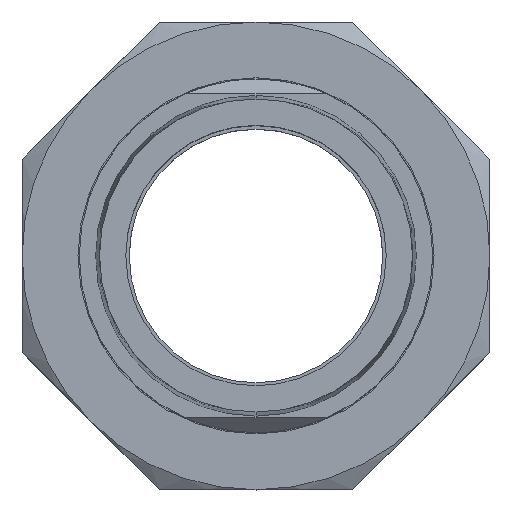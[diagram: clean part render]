
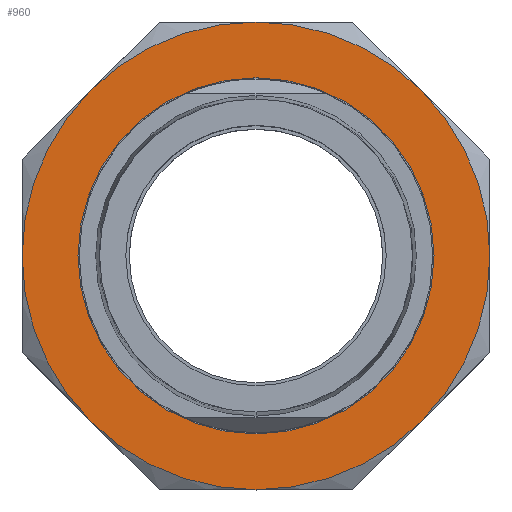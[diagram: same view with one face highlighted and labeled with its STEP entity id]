
A CAD part, top view. The second image highlights one B-rep face of the part: STEP entity #960.
In plain terms, the highlighted planar face has unit normal (0, 0, 1).
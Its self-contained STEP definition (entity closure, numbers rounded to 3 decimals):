
#537 = VERTEX_POINT ( 'NONE', #1297 ) ;
#546 = EDGE_CURVE ( 'NONE', #537, #739, #1336, .T. ) ;
#563 = VERTEX_POINT ( 'NONE', #1363 ) ;
#640 = VERTEX_POINT ( 'NONE', #1492 ) ;
#642 = EDGE_CURVE ( 'NONE', #640, #658, #1477, .T. ) ;
#658 = VERTEX_POINT ( 'NONE', #1544 ) ;
#661 = EDGE_CURVE ( 'NONE', #658, #726, #1540, .T. ) ;
#723 = EDGE_CURVE ( 'NONE', #729, #737, #1698, .T. ) ;
#724 = EDGE_CURVE ( 'NONE', #726, #537, #1693, .T. ) ;
#726 = VERTEX_POINT ( 'NONE', #1688 ) ;
#729 = VERTEX_POINT ( 'NONE', #1687 ) ;
#737 = VERTEX_POINT ( 'NONE', #1720 ) ;
#739 = VERTEX_POINT ( 'NONE', #1719 ) ;
#751 = EDGE_CURVE ( 'NONE', #739, #729, #1748, .T. ) ;
#881 = EDGE_CURVE ( 'NONE', #737, #563, #1954, .T. ) ;
#929 = EDGE_CURVE ( 'NONE', #563, #640, #2065, .T. ) ;
#943 = ORIENTED_EDGE ( 'NONE', *, *, #661, .T. ) ;
#944 = ORIENTED_EDGE ( 'NONE', *, *, #724, .T. ) ;
#945 = ORIENTED_EDGE ( 'NONE', *, *, #1070, .F. ) ;
#946 = ORIENTED_EDGE ( 'NONE', *, *, #964, .F. ) ;
#947 = EDGE_LOOP ( 'NONE', ( #944, #951, #955, #952, #948, #950, #956, #943 ) ) ;
#948 = ORIENTED_EDGE ( 'NONE', *, *, #881, .T. ) ;
#950 = ORIENTED_EDGE ( 'NONE', *, *, #929, .T. ) ;
#951 = ORIENTED_EDGE ( 'NONE', *, *, #546, .T. ) ;
#952 = ORIENTED_EDGE ( 'NONE', *, *, #723, .T. ) ;
#955 = ORIENTED_EDGE ( 'NONE', *, *, #751, .T. ) ;
#956 = ORIENTED_EDGE ( 'NONE', *, *, #642, .T. ) ;
#957 = EDGE_LOOP ( 'NONE', ( #946, #945 ) ) ;
#960 = ADVANCED_FACE ( 'NONE', ( #2076, #2075 ), #2081, .F. ) ;
#964 = EDGE_CURVE ( 'NONE', #1071, #1063, #2119, .T. ) ;
#1063 = VERTEX_POINT ( 'NONE', #2270 ) ;
#1070 = EDGE_CURVE ( 'NONE', #1063, #1071, #2262, .T. ) ;
#1071 = VERTEX_POINT ( 'NONE', #2257 ) ;
#1297 = CARTESIAN_POINT ( 'NONE',  ( 31.113, 31.113, 14. ) ) ;
#1332 = DIRECTION ( 'NONE',  ( 1., 0., 0. ) ) ;
#1333 = DIRECTION ( 'NONE',  ( 0., 0., 1. ) ) ;
#1334 = CARTESIAN_POINT ( 'NONE',  ( 0., 0., 14. ) ) ;
#1335 = AXIS2_PLACEMENT_3D ( 'NONE', #1334, #1333, #1332 ) ;
#1336 = CIRCLE ( 'NONE', #1335, 44. ) ;
#1363 = CARTESIAN_POINT ( 'NONE',  ( -31.113, -31.113, 14. ) ) ;
#1474 = DIRECTION ( 'NONE',  ( 1., 0., 0. ) ) ;
#1475 = DIRECTION ( 'NONE',  ( 0., 0., 1. ) ) ;
#1476 = AXIS2_PLACEMENT_3D ( 'NONE', #1481, #1475, #1474 ) ;
#1477 = CIRCLE ( 'NONE', #1476, 44. ) ;
#1481 = CARTESIAN_POINT ( 'NONE',  ( 0., 0., 14. ) ) ;
#1492 = CARTESIAN_POINT ( 'NONE',  ( 0., -44., 14. ) ) ;
#1529 = DIRECTION ( 'NONE',  ( 1., 0., 0. ) ) ;
#1530 = DIRECTION ( 'NONE',  ( 0., 0., 1. ) ) ;
#1531 = AXIS2_PLACEMENT_3D ( 'NONE', #1542, #1530, #1529 ) ;
#1540 = CIRCLE ( 'NONE', #1531, 44. ) ;
#1542 = CARTESIAN_POINT ( 'NONE',  ( 0., 0., 14. ) ) ;
#1544 = CARTESIAN_POINT ( 'NONE',  ( 31.113, -31.113, 14. ) ) ;
#1687 = CARTESIAN_POINT ( 'NONE',  ( -31.113, 31.113, 14. ) ) ;
#1688 = CARTESIAN_POINT ( 'NONE',  ( 44., 0., 14. ) ) ;
#1689 = DIRECTION ( 'NONE',  ( 1., 0., 0. ) ) ;
#1690 = DIRECTION ( 'NONE',  ( 0., 0., 1. ) ) ;
#1691 = CARTESIAN_POINT ( 'NONE',  ( 0., 0., 14. ) ) ;
#1692 = AXIS2_PLACEMENT_3D ( 'NONE', #1691, #1690, #1689 ) ;
#1693 = CIRCLE ( 'NONE', #1692, 44. ) ;
#1694 = DIRECTION ( 'NONE',  ( 1., 0., 0. ) ) ;
#1695 = DIRECTION ( 'NONE',  ( 0., 0., 1. ) ) ;
#1696 = CARTESIAN_POINT ( 'NONE',  ( 0., 0., 14. ) ) ;
#1697 = AXIS2_PLACEMENT_3D ( 'NONE', #1696, #1695, #1694 ) ;
#1698 = CIRCLE ( 'NONE', #1697, 44. ) ;
#1719 = CARTESIAN_POINT ( 'NONE',  ( 0., 44., 14. ) ) ;
#1720 = CARTESIAN_POINT ( 'NONE',  ( -44., 0., 14. ) ) ;
#1744 = DIRECTION ( 'NONE',  ( 1., 0., 0. ) ) ;
#1745 = DIRECTION ( 'NONE',  ( 0., 0., 1. ) ) ;
#1746 = CARTESIAN_POINT ( 'NONE',  ( 0., 0., 14. ) ) ;
#1747 = AXIS2_PLACEMENT_3D ( 'NONE', #1746, #1745, #1744 ) ;
#1748 = CIRCLE ( 'NONE', #1747, 44. ) ;
#1950 = DIRECTION ( 'NONE',  ( 1., 0., 0. ) ) ;
#1951 = DIRECTION ( 'NONE',  ( 0., 0., 1. ) ) ;
#1952 = CARTESIAN_POINT ( 'NONE',  ( 0., 0., 14. ) ) ;
#1953 = AXIS2_PLACEMENT_3D ( 'NONE', #1952, #1951, #1950 ) ;
#1954 = CIRCLE ( 'NONE', #1953, 44. ) ;
#2061 = DIRECTION ( 'NONE',  ( 1., 0., 0. ) ) ;
#2062 = DIRECTION ( 'NONE',  ( 0., 0., 1. ) ) ;
#2063 = CARTESIAN_POINT ( 'NONE',  ( 0., 0., 14. ) ) ;
#2064 = AXIS2_PLACEMENT_3D ( 'NONE', #2063, #2062, #2061 ) ;
#2065 = CIRCLE ( 'NONE', #2064, 44. ) ;
#2070 = DIRECTION ( 'NONE',  ( -1., 0., 0. ) ) ;
#2071 = DIRECTION ( 'NONE',  ( 0., 0., -1. ) ) ;
#2072 = CARTESIAN_POINT ( 'NONE',  ( 0., 44., 14. ) ) ;
#2074 = AXIS2_PLACEMENT_3D ( 'NONE', #2072, #2071, #2070 ) ;
#2075 = FACE_OUTER_BOUND ( 'NONE', #947, .T. ) ;
#2076 = FACE_BOUND ( 'NONE', #957, .T. ) ;
#2081 = PLANE ( 'NONE',  #2074 ) ;
#2114 = DIRECTION ( 'NONE',  ( 1., 0., 0. ) ) ;
#2115 = DIRECTION ( 'NONE',  ( 0., 0., 1. ) ) ;
#2116 = CARTESIAN_POINT ( 'NONE',  ( 0., 0., 14. ) ) ;
#2117 = AXIS2_PLACEMENT_3D ( 'NONE', #2116, #2115, #2114 ) ;
#2119 = CIRCLE ( 'NONE', #2117, 33.5 ) ;
#2257 = CARTESIAN_POINT ( 'NONE',  ( 33.5, 0., 14. ) ) ;
#2258 = DIRECTION ( 'NONE',  ( 1., 0., 0. ) ) ;
#2259 = DIRECTION ( 'NONE',  ( 0., 0., 1. ) ) ;
#2260 = CARTESIAN_POINT ( 'NONE',  ( 0., 0., 14. ) ) ;
#2261 = AXIS2_PLACEMENT_3D ( 'NONE', #2260, #2259, #2258 ) ;
#2262 = CIRCLE ( 'NONE', #2261, 33.5 ) ;
#2270 = CARTESIAN_POINT ( 'NONE',  ( -33.5, 0., 14. ) ) ;
